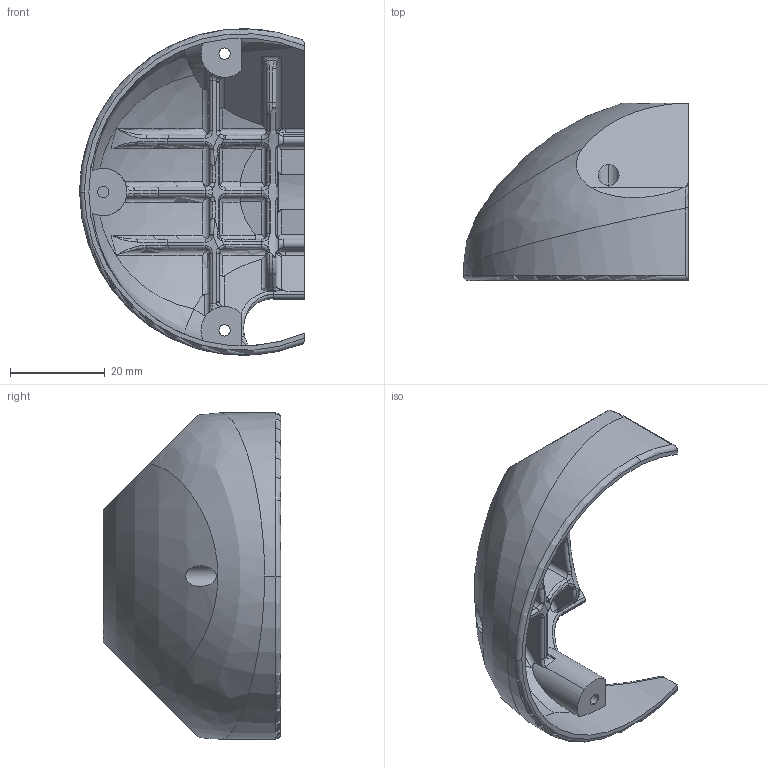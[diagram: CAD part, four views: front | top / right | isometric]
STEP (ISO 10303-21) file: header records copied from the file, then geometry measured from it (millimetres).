
FILE_DESCRIPTION (( 'STEP AP203' ), '1' );
FILE_NAME ('Input Mount Cover.step_Default_sldprt.STEP', '2022-11-09T04:41:38', ( '' ), ( '' ), 'SwSTEP 2.0', 'SolidWorks 2022', '' );
FILE_SCHEMA (( 'CONFIG_CONTROL_DESIGN' ));
Length unit declared in the file: millimetre
Products named in the file (1): Input Mount Cover.step_Default_sldprt
Bounding box: 47.5 x 37.5 x 69 mm (x, y, z)
Volume: 14653.3 mm3; surface area: 14159.1 mm2
Topology: 1 solids, 1 shells, 339 faces, 895 edges, 550 vertices
Faces by surface type: cylinder 111, bspline 83, torus 68, plane 68, sphere 9
Entity records: 17461 total; most frequent: CARTESIAN_POINT 9941, ORIENTED_EDGE 1768, DIRECTION 1327, EDGE_CURVE 884, AXIS2_PLACEMENT_3D 560, VERTEX_POINT 550, EDGE_LOOP 348, B_SPLINE_CURVE_WITH_KNOTS 342
